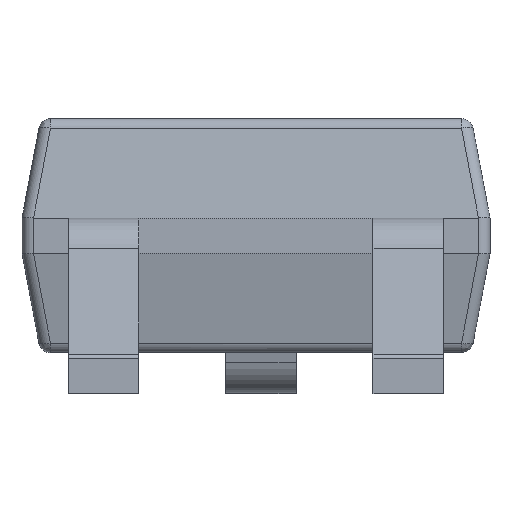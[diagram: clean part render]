
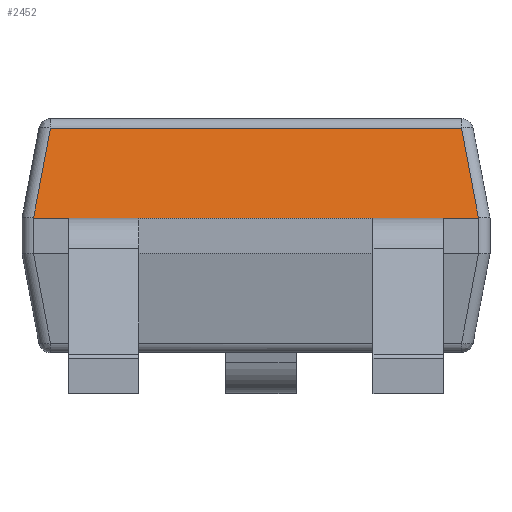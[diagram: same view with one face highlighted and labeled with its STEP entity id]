
A CAD part, front view. The second image highlights one B-rep face of the part: STEP entity #2452.
In plain terms, the highlighted free-form (B-spline) face has degree [1, 1] with [2, 2] control points.
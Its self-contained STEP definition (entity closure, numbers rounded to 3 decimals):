
#105 = EDGE_CURVE('',#106,#108,#110,.T.);
#106 = VERTEX_POINT('',#107);
#107 = CARTESIAN_POINT('',(0.5,-0.65,0.75));
#108 = VERTEX_POINT('',#109);
#109 = CARTESIAN_POINT('',(-0.5,-0.65,0.75));
#110 = B_SPLINE_CURVE_WITH_KNOTS('',1,(#111,#112),.UNSPECIFIED.,.F.,.F.,
  (2,2),(-1.5,-0.5),.PIECEWISE_BEZIER_KNOTS.);
#111 = CARTESIAN_POINT('',(0.5,-0.65,0.75));
#112 = CARTESIAN_POINT('',(-0.5,-0.65,0.75));
#151 = VERTEX_POINT('',#152);
#152 = CARTESIAN_POINT('',(-0.8,-0.65,0.75));
#157 = EDGE_CURVE('',#151,#158,#160,.T.);
#158 = VERTEX_POINT('',#159);
#159 = CARTESIAN_POINT('',(-0.95,-0.65,0.75));
#160 = B_SPLINE_CURVE_WITH_KNOTS('',1,(#161,#162),.UNSPECIFIED.,.F.,.F.,
  (2,2),(-0.2,-0.05),.PIECEWISE_BEZIER_KNOTS.);
#161 = CARTESIAN_POINT('',(-0.8,-0.65,0.75));
#162 = CARTESIAN_POINT('',(-0.95,-0.65,0.75));
#2074 = EDGE_CURVE('',#2075,#2077,#2079,.T.);
#2075 = VERTEX_POINT('',#2076);
#2076 = CARTESIAN_POINT('',(0.95,-0.65,0.75));
#2077 = VERTEX_POINT('',#2078);
#2078 = CARTESIAN_POINT('',(0.8,-0.65,0.75));
#2079 = B_SPLINE_CURVE_WITH_KNOTS('',1,(#2080,#2081),.UNSPECIFIED.,.F.,
  .F.,(2,2),(-1.95,-1.8),.PIECEWISE_BEZIER_KNOTS.);
#2080 = CARTESIAN_POINT('',(0.95,-0.65,0.75));
#2081 = CARTESIAN_POINT('',(0.8,-0.65,0.75));
#2452 = ADVANCED_FACE('',(#2453),#2505,.F.);
#2453 = FACE_BOUND('',#2454,.F.);
#2454 = EDGE_LOOP('',(#2455,#2456,#2465,#2472,#2479,#2486,#2493,#2494,
    #2499,#2500));
#2455 = ORIENTED_EDGE('',*,*,#2074,.F.);
#2456 = ORIENTED_EDGE('',*,*,#2457,.T.);
#2457 = EDGE_CURVE('',#2075,#2458,#2460,.T.);
#2458 = VERTEX_POINT('',#2459);
#2459 = CARTESIAN_POINT('',(0.951,-0.65,
    0.75));
#2460 = ( BOUNDED_CURVE() B_SPLINE_CURVE(3,(#2461,#2462,#2463,#2464),
.UNSPECIFIED.,.F.,.F.) B_SPLINE_CURVE_WITH_KNOTS((4,4),(
    0.,0.017),.PIECEWISE_BEZIER_KNOTS.) 
CURVE() GEOMETRIC_REPRESENTATION_ITEM() RATIONAL_B_SPLINE_CURVE((1.,
1.,1.,1.)) REPRESENTATION_ITEM('') );
#2461 = CARTESIAN_POINT('',(0.95,-0.65,0.75));
#2462 = CARTESIAN_POINT('',(0.95,-0.65,0.75));
#2463 = CARTESIAN_POINT('',(0.951,-0.65,
    0.75));
#2464 = CARTESIAN_POINT('',(0.951,-0.65,
    0.75));
#2465 = ORIENTED_EDGE('',*,*,#2466,.T.);
#2466 = EDGE_CURVE('',#2458,#2467,#2469,.T.);
#2467 = VERTEX_POINT('',#2468);
#2468 = CARTESIAN_POINT('',(0.879,-0.578,
    1.134));
#2469 = B_SPLINE_CURVE_WITH_KNOTS('',1,(#2470,#2471),.UNSPECIFIED.,.F.,
  .F.,(2,2),(-0.598,-0.201),.PIECEWISE_BEZIER_KNOTS.);
#2470 = CARTESIAN_POINT('',(0.951,-0.65,
    0.75));
#2471 = CARTESIAN_POINT('',(0.879,-0.578,
    1.134));
#2472 = ORIENTED_EDGE('',*,*,#2473,.T.);
#2473 = EDGE_CURVE('',#2467,#2474,#2476,.T.);
#2474 = VERTEX_POINT('',#2475);
#2475 = CARTESIAN_POINT('',(-0.879,-0.578,
    1.134));
#2476 = B_SPLINE_CURVE_WITH_KNOTS('',1,(#2477,#2478),.UNSPECIFIED.,.F.,
  .F.,(2,2),(-0.879,0.879),.PIECEWISE_BEZIER_KNOTS.);
#2477 = CARTESIAN_POINT('',(0.879,-0.578,
    1.134));
#2478 = CARTESIAN_POINT('',(-0.879,-0.578,
    1.134));
#2479 = ORIENTED_EDGE('',*,*,#2480,.T.);
#2480 = EDGE_CURVE('',#2474,#2481,#2483,.T.);
#2481 = VERTEX_POINT('',#2482);
#2482 = CARTESIAN_POINT('',(-0.951,-0.65,
    0.75));
#2483 = B_SPLINE_CURVE_WITH_KNOTS('',1,(#2484,#2485),.UNSPECIFIED.,.F.,
  .F.,(2,2),(0.201,0.598),.PIECEWISE_BEZIER_KNOTS.);
#2484 = CARTESIAN_POINT('',(-0.879,-0.578,
    1.134));
#2485 = CARTESIAN_POINT('',(-0.951,-0.65,
    0.75));
#2486 = ORIENTED_EDGE('',*,*,#2487,.T.);
#2487 = EDGE_CURVE('',#2481,#158,#2488,.T.);
#2488 = ( BOUNDED_CURVE() B_SPLINE_CURVE(3,(#2489,#2490,#2491,#2492),
.UNSPECIFIED.,.F.,.F.) B_SPLINE_CURVE_WITH_KNOTS((4,4),(6.266,
6.283),.PIECEWISE_BEZIER_KNOTS.) CURVE() 
GEOMETRIC_REPRESENTATION_ITEM() RATIONAL_B_SPLINE_CURVE((1.,
1.,1.,1.)) REPRESENTATION_ITEM('') );
#2489 = CARTESIAN_POINT('',(-0.951,-0.65,
    0.75));
#2490 = CARTESIAN_POINT('',(-0.951,-0.65,
    0.75));
#2491 = CARTESIAN_POINT('',(-0.95,-0.65,0.75));
#2492 = CARTESIAN_POINT('',(-0.95,-0.65,0.75));
#2493 = ORIENTED_EDGE('',*,*,#157,.F.);
#2494 = ORIENTED_EDGE('',*,*,#2495,.F.);
#2495 = EDGE_CURVE('',#108,#151,#2496,.T.);
#2496 = B_SPLINE_CURVE_WITH_KNOTS('',1,(#2497,#2498),.UNSPECIFIED.,.F.,
  .F.,(2,2),(-0.3,0.),.PIECEWISE_BEZIER_KNOTS.);
#2497 = CARTESIAN_POINT('',(-0.5,-0.65,0.75));
#2498 = CARTESIAN_POINT('',(-0.8,-0.65,0.75));
#2499 = ORIENTED_EDGE('',*,*,#105,.F.);
#2500 = ORIENTED_EDGE('',*,*,#2501,.F.);
#2501 = EDGE_CURVE('',#2077,#106,#2502,.T.);
#2502 = B_SPLINE_CURVE_WITH_KNOTS('',1,(#2503,#2504),.UNSPECIFIED.,.F.,
  .F.,(2,2),(-0.3,0.),.PIECEWISE_BEZIER_KNOTS.);
#2503 = CARTESIAN_POINT('',(0.8,-0.65,0.75));
#2504 = CARTESIAN_POINT('',(0.5,-0.65,0.75));
#2505 = B_SPLINE_SURFACE_WITH_KNOTS('',1,1,(
    (#2506,#2507)
    ,(#2508,#2509
    )),.UNSPECIFIED.,.F.,.F.,.F.,(2,2),(2,2),(-0.951,
    0.951),(0.041,0.432),
  .PIECEWISE_BEZIER_KNOTS.);
#2506 = CARTESIAN_POINT('',(0.951,-0.578,
    1.134));
#2507 = CARTESIAN_POINT('',(0.951,-0.65,0.75));
#2508 = CARTESIAN_POINT('',(-0.951,-0.578,
    1.134));
#2509 = CARTESIAN_POINT('',(-0.951,-0.65,0.75));
